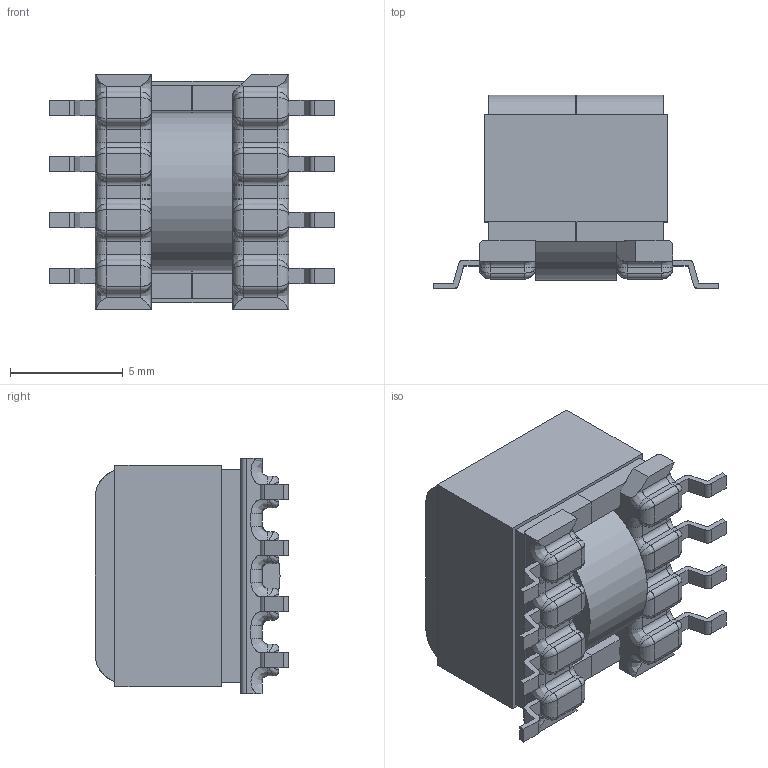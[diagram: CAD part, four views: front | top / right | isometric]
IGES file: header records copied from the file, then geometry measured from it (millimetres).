
Start section: SolidWorks IGES file using analytic representation for surfaces
Global section: file name: EP7_4390.IGS; native system: SolidWorks 2017; preprocessor: SolidWorks 2017; author: e.wtnpm; date: 210621.110549; units: millimetre
Bounding box: 12.7 x 8.6 x 10.46 mm (x, y, z)
Surface area: 1505.3 mm2 (no closed solid volume)
Topology: 0 solids, 0 shells, 361 faces, 2852 edges, 2820 vertices
Faces by surface type: bspline 233, revolution 128
